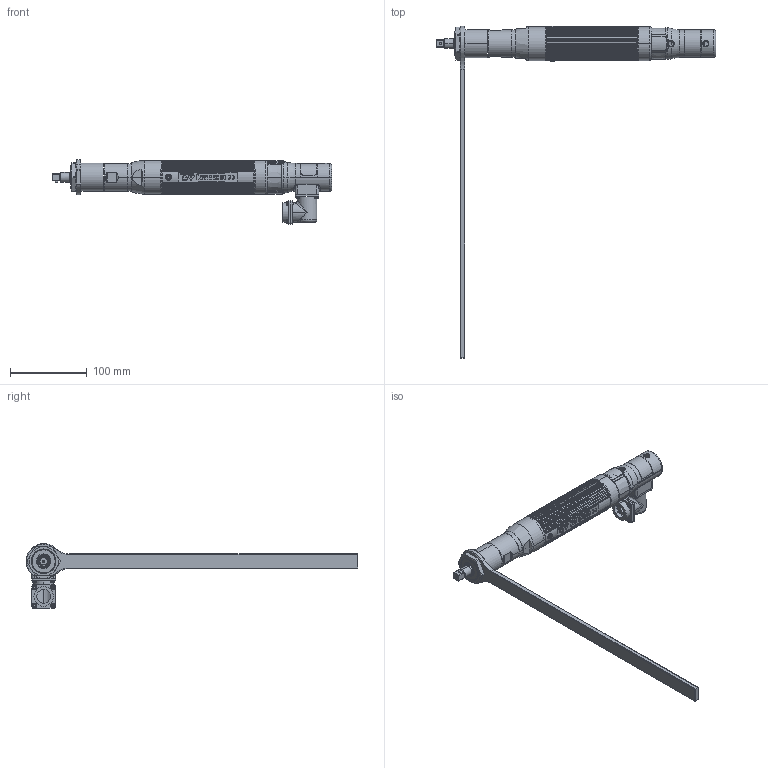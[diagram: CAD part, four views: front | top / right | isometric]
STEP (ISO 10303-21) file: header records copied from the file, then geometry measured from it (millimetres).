
FILE_DESCRIPTION((''),'2;1');
FILE_NAME('EB33MB-28','2012-04-19T',('EJF1116'),(''),'PRO/ENGINEER BY PARAMETRIC TECHNOLOGY CORPORATION, 2010430','PRO/ENGINEER BY PARAMETRIC TECHNOLOGY CORPORATION, 2010430','');
FILE_SCHEMA(('CONFIG_CONTROL_DESIGN'));
Length unit declared in the file: inch
Products named in the file (1): EB33MB-28
Bounding box: 363.44 x 431.71 x 84.17 mm (x, y, z)
Surface area: 76493.5 mm2 (no closed solid volume)
Topology: 0 solids, 91 shells, 401 faces, 2493 edges, 2090 vertices
Faces by surface type: cylinder 168, plane 107, cone 47, bspline 40, torus 39
Entity records: 30078 total; most frequent: CARTESIAN_POINT 12255, DIRECTION 3447, ORIENTED_EDGE 3121, EDGE_CURVE 2493, VERTEX_POINT 2090, VECTOR 1249, LINE 1249, AXIS2_PLACEMENT_3D 1099
